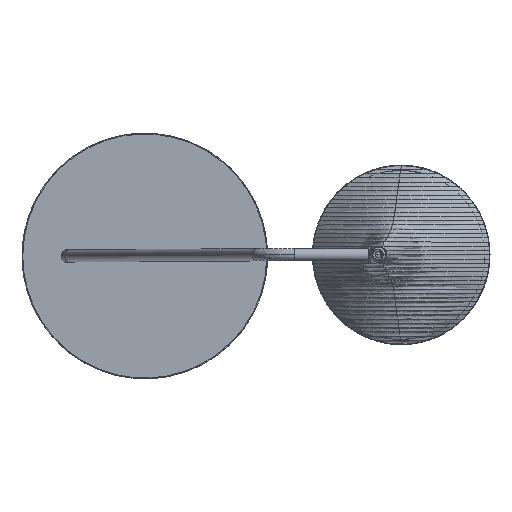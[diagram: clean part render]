
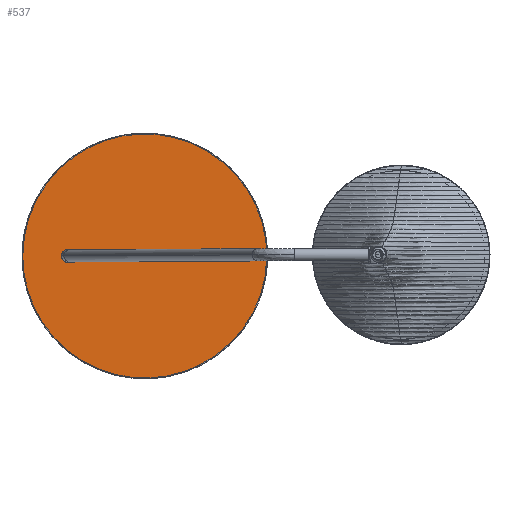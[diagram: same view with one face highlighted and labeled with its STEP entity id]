
A CAD part, top view. The second image highlights one B-rep face of the part: STEP entity #537.
In plain terms, the highlighted planar face has unit normal (0, 0, 1).
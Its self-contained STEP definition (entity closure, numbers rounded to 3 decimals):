
#116=FACE_BOUND($,#880,.T.);
#537=ADVANCED_FACE($,(#707,#116),#2545,.T.);
#707=FACE_OUTER_BOUND($,#879,.T.);
#879=EDGE_LOOP($,(#1194,#1195));
#880=EDGE_LOOP($,(#1196,#1197));
#1194=ORIENTED_EDGE($,*,*,#1933,.F.);
#1195=ORIENTED_EDGE($,*,*,#1938,.F.);
#1196=ORIENTED_EDGE($,*,*,#1936,.T.);
#1197=ORIENTED_EDGE($,*,*,#1935,.T.);
#1933=EDGE_CURVE($,#2332,#2333,#2721,.T.);
#1935=EDGE_CURVE($,#2334,#2335,#2723,.T.);
#1936=EDGE_CURVE($,#2335,#2334,#2724,.T.);
#1938=EDGE_CURVE($,#2333,#2332,#2726,.T.);
#2332=VERTEX_POINT($,#3933);
#2333=VERTEX_POINT($,#3934);
#2334=VERTEX_POINT($,#3935);
#2335=VERTEX_POINT($,#3936);
#2545=PLANE($,#2838);
#2721=(
BOUNDED_CURVE()
B_SPLINE_CURVE(2,(#3824,#3825,#3826,#3827,#3828),.UNSPECIFIED.,.F.,.F.)
B_SPLINE_CURVE_WITH_KNOTS((3,2,3),(-249.757,-124.878,0.),
.UNSPECIFIED.)
CURVE()
GEOMETRIC_REPRESENTATION_ITEM()
RATIONAL_B_SPLINE_CURVE((1.,0.707,1.,0.707,1.))
REPRESENTATION_ITEM($)
);
#2723=(
BOUNDED_CURVE()
B_SPLINE_CURVE(2,(#3832,#3833,#3834,#3835,#3836),.UNSPECIFIED.,.F.,.F.)
B_SPLINE_CURVE_WITH_KNOTS((3,2,3),(-13.352,-6.676,0.),
.UNSPECIFIED.)
CURVE()
GEOMETRIC_REPRESENTATION_ITEM()
RATIONAL_B_SPLINE_CURVE((1.,0.707,1.,0.707,1.))
REPRESENTATION_ITEM($)
);
#2724=(
BOUNDED_CURVE()
B_SPLINE_CURVE(2,(#3837,#3838,#3839,#3840,#3841),.UNSPECIFIED.,.F.,.F.)
B_SPLINE_CURVE_WITH_KNOTS((3,2,3),(-26.704,-20.028,-13.352),
.UNSPECIFIED.)
CURVE()
GEOMETRIC_REPRESENTATION_ITEM()
RATIONAL_B_SPLINE_CURVE((1.,0.707,1.,0.707,1.))
REPRESENTATION_ITEM($)
);
#2726=(
BOUNDED_CURVE()
B_SPLINE_CURVE(2,(#3847,#3848,#3849,#3850,#3851),.UNSPECIFIED.,.F.,.F.)
B_SPLINE_CURVE_WITH_KNOTS((3,2,3),(-499.513,-374.635,-249.757),
.UNSPECIFIED.)
CURVE()
GEOMETRIC_REPRESENTATION_ITEM()
RATIONAL_B_SPLINE_CURVE((1.,0.707,1.,0.707,1.))
REPRESENTATION_ITEM($)
);
#2838=AXIS2_PLACEMENT_3D($,#3889,#2857,$);
#2857=DIRECTION($,(0.,0.,1.));
#3824=CARTESIAN_POINT($,(-79.5,0.,14.9));
#3825=CARTESIAN_POINT($,(-79.5,79.5,14.9));
#3826=CARTESIAN_POINT($,(0.,79.5,14.9));
#3827=CARTESIAN_POINT($,(79.5,79.5,14.9));
#3828=CARTESIAN_POINT($,(79.5,0.,14.9));
#3832=CARTESIAN_POINT($,(-54.25,0.,14.9));
#3833=CARTESIAN_POINT($,(-54.25,4.25,14.9));
#3834=CARTESIAN_POINT($,(-50.,4.25,14.9));
#3835=CARTESIAN_POINT($,(-45.75,4.25,14.9));
#3836=CARTESIAN_POINT($,(-45.75,0.,14.9));
#3837=CARTESIAN_POINT($,(-45.75,0.,14.9));
#3838=CARTESIAN_POINT($,(-45.75,-4.25,14.9));
#3839=CARTESIAN_POINT($,(-50.,-4.25,14.9));
#3840=CARTESIAN_POINT($,(-54.25,-4.25,14.9));
#3841=CARTESIAN_POINT($,(-54.25,0.,14.9));
#3847=CARTESIAN_POINT($,(79.5,0.,14.9));
#3848=CARTESIAN_POINT($,(79.5,-79.5,14.9));
#3849=CARTESIAN_POINT($,(0.,-79.5,14.9));
#3850=CARTESIAN_POINT($,(-79.5,-79.5,14.9));
#3851=CARTESIAN_POINT($,(-79.5,0.,14.9));
#3889=CARTESIAN_POINT($,(-81.09,-81.09,14.9));
#3933=CARTESIAN_POINT($,(-79.5,0.,14.9));
#3934=CARTESIAN_POINT($,(79.5,0.,14.9));
#3935=CARTESIAN_POINT($,(-54.25,0.,14.9));
#3936=CARTESIAN_POINT($,(-45.75,0.,14.9));
